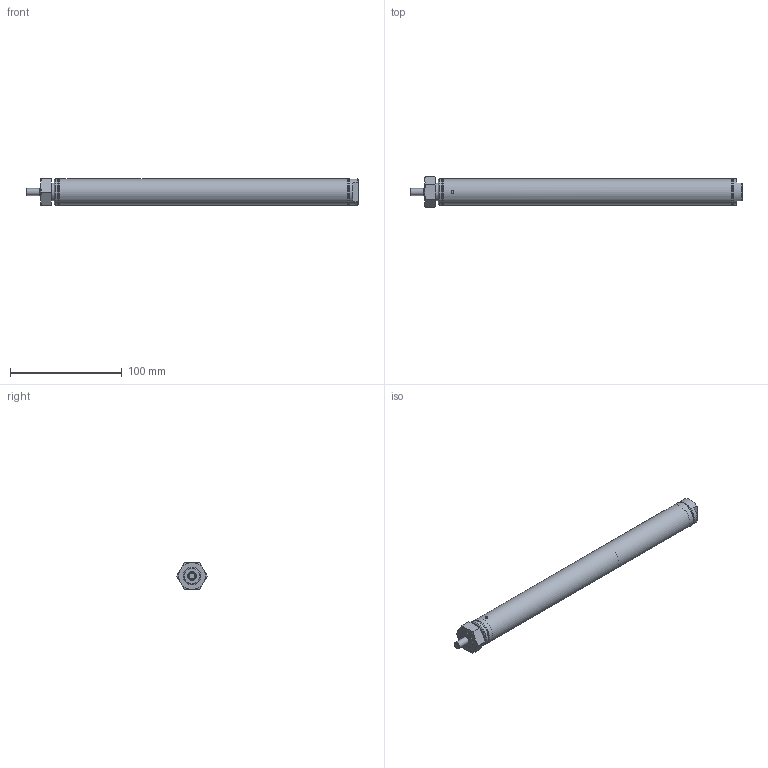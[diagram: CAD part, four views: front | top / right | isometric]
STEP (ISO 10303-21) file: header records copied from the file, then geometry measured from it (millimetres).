
FILE_DESCRIPTION(/* description */ ('STEP AP214'),/* implementation_level */ '2;1');
FILE_NAME(/* name */ '066',/* time_stamp */ '2023-02-06T23:50:20+01:00',/* author */ ('License CC BY-ND 4.0'),/* organization */ ('CADENAS'),/* preprocessor_version */ 'ST-DEVELOPER v18.102',/* originating_system */ 'PARTsolutions',/* authorisation */ ' ');
FILE_SCHEMA (('AUTOMOTIVE_DESIGN {1 0 10303 214 3 1 1}'));
Length unit declared in the file: inch
Products named in the file (7): 066; C-0660000_rod; D-9; 060000_rear_head; 06-10.20752C; 06000-0_rod_guide; 066C0000000_0_dummy
Assembly tree (6 placements, depth 2):
  066
    C-0660000_rod
    D-9
    060000_rear_head
    06-10.20752C
    06000-0_rod_guide
    066C0000000_0_dummy
Bounding box: 297.18 x 27.57 x 23.88 mm (x, y, z)
Volume: 64857.8 mm3; surface area: 56089.5 mm2
Topology: 5 solids, 5 shells, 101 faces, 198 edges, 117 vertices
Faces by surface type: cone 40, plane 29, cylinder 24, torus 8
Full cylindrical faces by diameter (mm): 2.388 x1, 5.842 x1, 6.35 x2, 6.439 x1, 13.678 x1, 13.97 x1, 14.348 x1, 15.812 x1, 15.875 x1, 17.158 x1, 20.968 x4, 22.39 x1, 22.492 x3, 23.52 x5
Entity records: 2469 total; most frequent: CARTESIAN_POINT 459, DIRECTION 412, ORIENTED_EDGE 270, AXIS2_PLACEMENT_3D 199, EDGE_LOOP 178, FACE_BOUND 178, EDGE_CURVE 135, VERTEX_POINT 111
